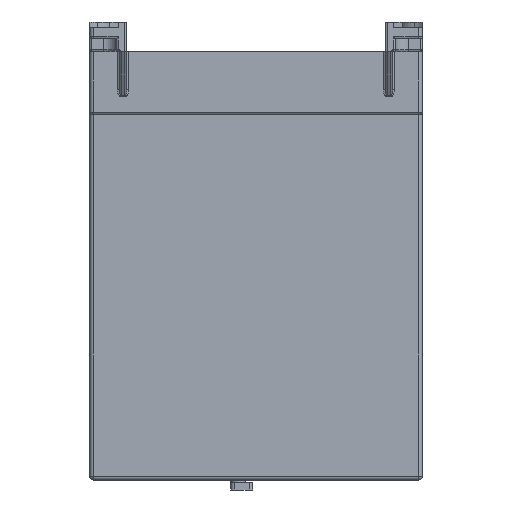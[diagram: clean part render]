
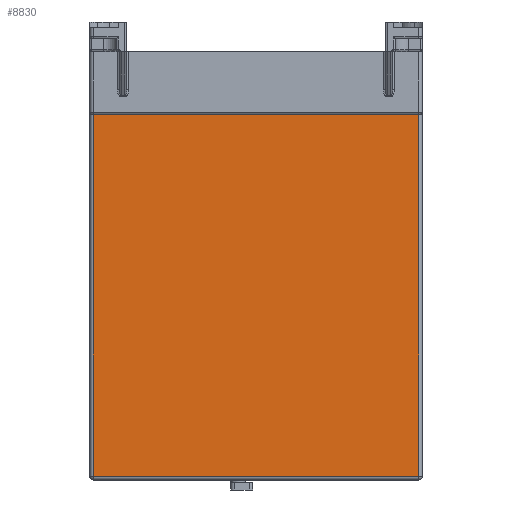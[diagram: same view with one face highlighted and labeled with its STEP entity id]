
A CAD part, left-side view. The second image highlights one B-rep face of the part: STEP entity #8830.
In plain terms, the highlighted planar face has unit normal (-1, 0, 0).
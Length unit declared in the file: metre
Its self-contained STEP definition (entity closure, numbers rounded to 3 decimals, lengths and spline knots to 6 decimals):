
#3527=DIRECTION('',(0.,1.,0.));
#3528=VECTOR('',#3527,0.088);
#3529=CARTESIAN_POINT('',(-0.044,-0.044,-0.089));
#3530=LINE('',#3529,#3528);
#3791=DIRECTION('',(0.,0.,-1.));
#3792=VECTOR('',#3791,0.098);
#3793=CARTESIAN_POINT('',(-0.044,-0.044,0.009));
#3794=LINE('',#3793,#3792);
#3799=DIRECTION('',(0.,1.,0.));
#3800=VECTOR('',#3799,0.088);
#3801=CARTESIAN_POINT('',(-0.044,-0.044,0.009));
#3802=LINE('',#3801,#3800);
#4610=DIRECTION('',(0.,0.,1.));
#4611=VECTOR('',#4610,0.098);
#4612=CARTESIAN_POINT('',(-0.044,0.044,-0.089));
#4613=LINE('',#4612,#4611);
#5092=CARTESIAN_POINT('',(-0.044,-0.044,0.009));
#5093=VERTEX_POINT('',#5092);
#5094=CARTESIAN_POINT('',(-0.044,0.044,0.009));
#5095=VERTEX_POINT('',#5094);
#5206=CARTESIAN_POINT('',(-0.044,0.044,-0.089));
#5207=VERTEX_POINT('',#5206);
#5208=CARTESIAN_POINT('',(-0.044,-0.044,-0.089));
#5209=VERTEX_POINT('',#5208);
#8817=CARTESIAN_POINT('',(-0.044,0.,-0.04));
#8818=DIRECTION('',(1.,0.,0.));
#8819=DIRECTION('',(0.,-1.,0.));
#8820=AXIS2_PLACEMENT_3D('',#8817,#8818,#8819);
#8821=PLANE('',#8820);
#8823=ORIENTED_EDGE('',*,*,#8822,.F.);
#8824=ORIENTED_EDGE('',*,*,#8801,.T.);
#8825=ORIENTED_EDGE('',*,*,#8338,.T.);
#8827=ORIENTED_EDGE('',*,*,#8826,.T.);
#8828=EDGE_LOOP('',(#8823,#8824,#8825,#8827));
#8829=FACE_OUTER_BOUND('',#8828,.F.);
#8830=ADVANCED_FACE('',(#8829),#8821,.F.);
#8338=EDGE_CURVE('',#5209,#5207,#3530,.T.);
#8801=EDGE_CURVE('',#5093,#5209,#3794,.T.);
#8822=EDGE_CURVE('',#5093,#5095,#3802,.T.);
#8826=EDGE_CURVE('',#5207,#5095,#4613,.T.);
